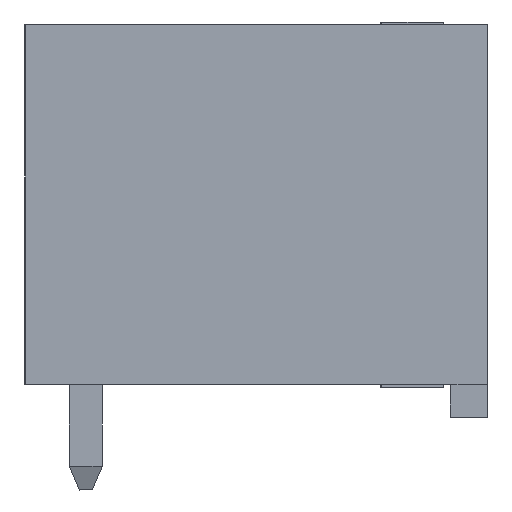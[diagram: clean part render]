
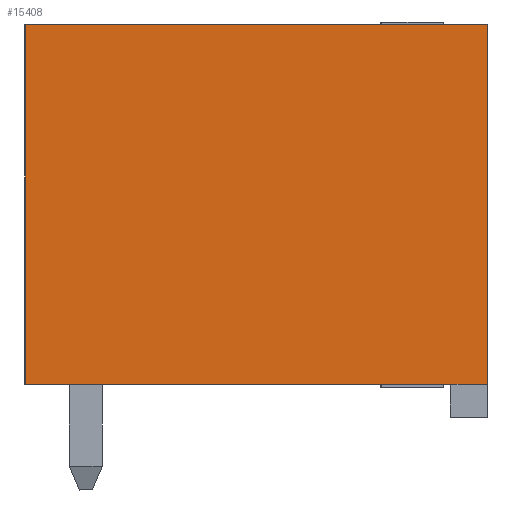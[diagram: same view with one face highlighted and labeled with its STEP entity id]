
A CAD part, left-side view. The second image highlights one B-rep face of the part: STEP entity #15408.
In plain terms, the highlighted planar face has unit normal (-1, 0, 0).
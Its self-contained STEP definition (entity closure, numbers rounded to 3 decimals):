
#15380=AXIS2_PLACEMENT_3D('Plane Axis2P3D',#15377,#15378,#15379) ;
#14778=CARTESIAN_POINT('Vertex',(0.,0.,14.1)) ;
#14781=CARTESIAN_POINT('Line Origine',(0.,0.,8.65)) ;
#14785=CARTESIAN_POINT('Vertex',(0.,0.,3.2)) ;
#15256=CARTESIAN_POINT('Vertex',(0.,14.,14.1)) ;
#15259=CARTESIAN_POINT('Line Origine',(0.,7.,14.1)) ;
#15377=CARTESIAN_POINT('Axis2P3D Location',(0.,0.,14.1)) ;
#15382=CARTESIAN_POINT('Line Origine',(0.,14.,8.65)) ;
#15386=CARTESIAN_POINT('Vertex',(0.,14.,3.2)) ;
#15389=CARTESIAN_POINT('Line Origine',(0.,7.55,3.2)) ;
#15393=CARTESIAN_POINT('Vertex',(0.,1.1,3.2)) ;
#15396=CARTESIAN_POINT('Line Origine',(0.,0.55,3.2)) ;
#14782=DIRECTION('Vector Direction',(0.,0.,-1.)) ;
#15260=DIRECTION('Vector Direction',(0.,1.,0.)) ;
#15378=DIRECTION('Axis2P3D Direction',(-1.,0.,0.)) ;
#15379=DIRECTION('Axis2P3D XDirection',(0.,1.,0.)) ;
#15383=DIRECTION('Vector Direction',(0.,0.,-1.)) ;
#15390=DIRECTION('Vector Direction',(0.,1.,0.)) ;
#15397=DIRECTION('Vector Direction',(0.,1.,0.)) ;
#14783=VECTOR('Line Direction',#14782,1.) ;
#15261=VECTOR('Line Direction',#15260,1.) ;
#15384=VECTOR('Line Direction',#15383,1.) ;
#15391=VECTOR('Line Direction',#15390,1.) ;
#15398=VECTOR('Line Direction',#15397,1.) ;
#15402=ORIENTED_EDGE('',*,*,#15388,.T.) ;
#15403=ORIENTED_EDGE('',*,*,#15395,.F.) ;
#15404=ORIENTED_EDGE('',*,*,#15400,.F.) ;
#15405=ORIENTED_EDGE('',*,*,#14787,.F.) ;
#15406=ORIENTED_EDGE('',*,*,#15263,.T.) ;
#15408=ADVANCED_FACE('Housing',(#15407),#15381,.T.) ;
#14787=EDGE_CURVE('',#14779,#14786,#14784,.T.) ;
#15263=EDGE_CURVE('',#14779,#15257,#15262,.T.) ;
#15388=EDGE_CURVE('',#15257,#15387,#15385,.T.) ;
#15395=EDGE_CURVE('',#15394,#15387,#15392,.T.) ;
#15400=EDGE_CURVE('',#14786,#15394,#15399,.T.) ;
#15401=EDGE_LOOP('',(#15402,#15403,#15404,#15405,#15406)) ;
#15407=FACE_OUTER_BOUND('',#15401,.T.) ;
#14784=LINE('Line',#14781,#14783) ;
#15262=LINE('Line',#15259,#15261) ;
#15385=LINE('Line',#15382,#15384) ;
#15392=LINE('Line',#15389,#15391) ;
#15399=LINE('Line',#15396,#15398) ;
#15381=PLANE('',#15380) ;
#14779=VERTEX_POINT('',#14778) ;
#14786=VERTEX_POINT('',#14785) ;
#15257=VERTEX_POINT('',#15256) ;
#15387=VERTEX_POINT('',#15386) ;
#15394=VERTEX_POINT('',#15393) ;
